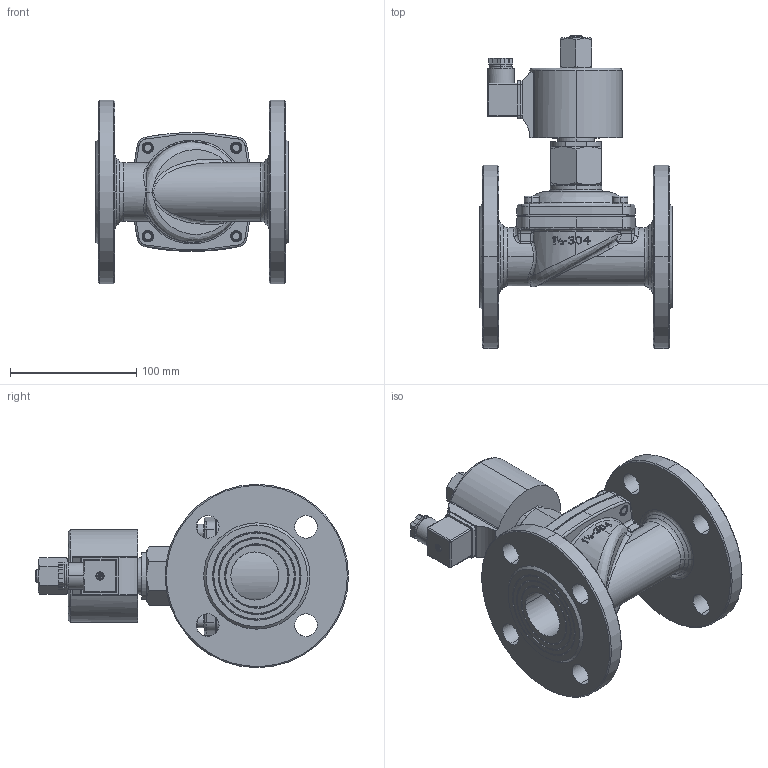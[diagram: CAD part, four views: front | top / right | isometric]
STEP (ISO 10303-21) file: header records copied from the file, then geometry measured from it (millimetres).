
FILE_DESCRIPTION (( 'STEP AP214' ), '1' );
FILE_NAME ('242FL DN40 NO.STEP', '2023-05-05T11:33:38', ( 'admin' ), ( 'Hewlett-Packard Company' ), 'SwSTEP 2.0', 'SolidWorks 2015', '' );
FILE_SCHEMA (( 'AUTOMOTIVE_DESIGN' ));
Length unit declared in the file: millimetre
Products named in the file (23): PRT0097-1; PRT0096-1; PRT0095-1; PRT0094; ENG-005447; PRT0094-1; ENG-005444; ENG-005448; PRT0107-1; 242FL DN40 NO; PRT0106_3-1; PRT0106_2-1; PRT0106_1-1; PRT0106-1; PRT0105-1; PRT0103-1; PRT0102-1; PRT0101-1; PRT0100-1; PRT0099-1; ASM0014; PRT0098-1
Assembly tree (22 placements, depth 3):
  242FL DN40 NO
    PRT0094
      PRT0094
      PRT0094-1
    PRT0095-1
    PRT0096-1
    ASM0014
      PRT0097-1
      PRT0098-1
    PRT0099-1
    PRT0100-1
    PRT0101-1
    PRT0102-1
    PRT0103-1
    PRT0105-1
    PRT0106-1
    PRT0106_1-1
    PRT0106_2-1
    PRT0106_3-1
    PRT0107-1
    ENG-005448
    ENG-005444
    ENG-005447
Bounding box: 152 x 247.5 x 145 mm (x, y, z)
Volume: 882700.1 mm3; surface area: 255726.9 mm2
Topology: 19 solids, 20 shells, 1386 faces, 3880 edges, 2572 vertices
Faces by surface type: cylinder 501, bspline 426, plane 350, cone 109
Entity records: 101687 total; most frequent: CARTESIAN_POINT 58666, ORIENTED_EDGE 7710, DIRECTION 4419, EDGE_CURVE 3856, VERTEX_POINT 2572, B_SPLINE_CURVE_WITH_KNOTS 1836, AXIS2_PLACEMENT_3D 1642, EDGE_LOOP 1521
